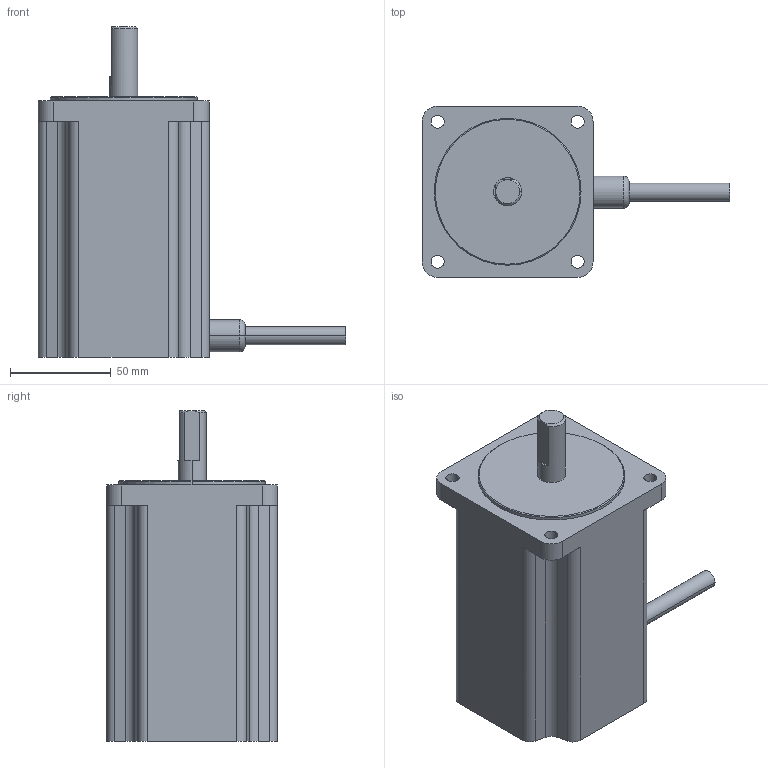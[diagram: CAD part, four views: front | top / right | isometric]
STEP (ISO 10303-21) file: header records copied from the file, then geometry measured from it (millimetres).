
FILE_DESCRIPTION (( 'STEP AP214' ), '1' );
FILE_NAME ('AM34HD2403-13.STEP', '2016-06-16T04:38:44', ( 'jrww' ), ( 'jrww' ), 'SwSTEP 2.0', 'SolidWorks 2011', '' );
FILE_SCHEMA (( 'AUTOMOTIVE_DESIGN' ));
Length unit declared in the file: millimetre
Products named in the file (1): AM34HD2403-13
Bounding box: 153 x 85 x 164.5 mm (x, y, z)
Volume: 837748.1 mm3; surface area: 58226.4 mm2
Topology: 1 solids, 1 shells, 65 faces, 170 edges, 111 vertices
Faces by surface type: cylinder 32, plane 26, cone 5, torus 2
Entity records: 2097 total; most frequent: CARTESIAN_POINT 377, DIRECTION 375, ORIENTED_EDGE 340, EDGE_CURVE 170, AXIS2_PLACEMENT_3D 143, VERTEX_POINT 111, VECTOR 89, LINE 89
